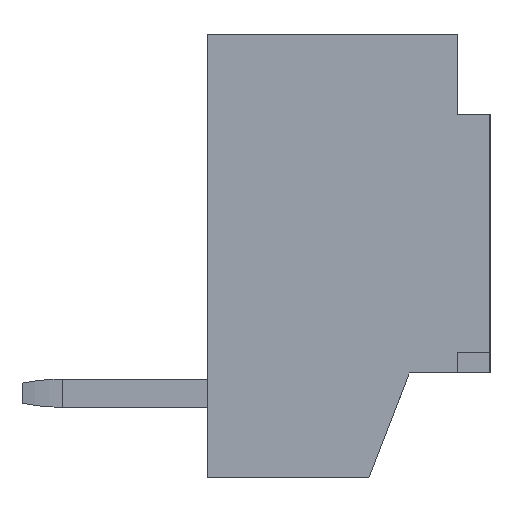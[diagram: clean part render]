
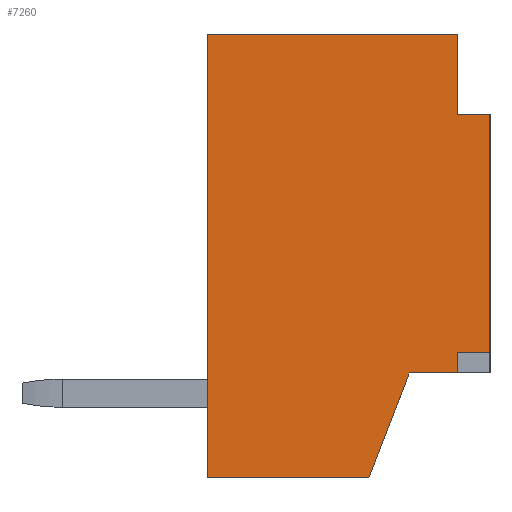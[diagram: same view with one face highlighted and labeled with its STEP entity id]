
A CAD part, left-side view. The second image highlights one B-rep face of the part: STEP entity #7260.
In plain terms, the highlighted planar face has unit normal (-1, 0, 0).
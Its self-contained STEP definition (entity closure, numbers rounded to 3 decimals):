
#9=DIRECTION('',(0.,-1.,0.));
#10=VECTOR('',#9,2.);
#11=CARTESIAN_POINT('',(-10.25,1.75,-2.75));
#12=LINE('',#11,#10);
#25=DIRECTION('',(0.,0.,1.));
#26=VECTOR('',#25,0.25);
#27=CARTESIAN_POINT('',(-10.25,-1.35,-1.45));
#28=LINE('',#27,#26);
#29=DIRECTION('',(0.,1.,0.));
#30=VECTOR('',#29,0.6);
#31=CARTESIAN_POINT('',(-10.25,-1.35,-1.45));
#32=LINE('',#31,#30);
#33=DIRECTION('',(0.,-0.359,0.933));
#34=VECTOR('',#33,1.393);
#35=CARTESIAN_POINT('',(-10.25,-0.25,-2.75));
#36=LINE('',#35,#34);
#37=DIRECTION('',(0.,0.,1.));
#38=VECTOR('',#37,5.5);
#39=CARTESIAN_POINT('',(-10.25,1.75,-2.75));
#40=LINE('',#39,#38);
#41=DIRECTION('',(0.,0.,-1.));
#42=VECTOR('',#41,1.);
#43=CARTESIAN_POINT('',(-10.25,-1.35,2.75));
#44=LINE('',#43,#42);
#45=DIRECTION('',(0.,1.,0.));
#46=VECTOR('',#45,0.4);
#47=CARTESIAN_POINT('',(-10.25,-1.75,1.75));
#48=LINE('',#47,#46);
#49=DIRECTION('',(0.,1.,0.));
#50=VECTOR('',#49,0.4);
#51=CARTESIAN_POINT('',(-10.25,-1.75,-1.2));
#52=LINE('',#51,#50);
#269=DIRECTION('',(0.,0.,1.));
#270=VECTOR('',#269,2.95);
#271=CARTESIAN_POINT('',(-10.25,-1.75,-1.2));
#272=LINE('',#271,#270);
#361=DIRECTION('',(0.,-1.,0.));
#362=VECTOR('',#361,3.1);
#363=CARTESIAN_POINT('',(-10.25,1.75,2.75));
#364=LINE('',#363,#362);
#5517=CARTESIAN_POINT('',(-10.25,1.75,-2.75));
#5518=CARTESIAN_POINT('',(-10.25,1.75,2.75));
#5519=VERTEX_POINT('',#5517);
#5520=VERTEX_POINT('',#5518);
#5549=CARTESIAN_POINT('',(-10.25,-1.75,1.75));
#5550=CARTESIAN_POINT('',(-10.25,-1.35,1.75));
#5551=VERTEX_POINT('',#5549);
#5552=VERTEX_POINT('',#5550);
#5565=CARTESIAN_POINT('',(-10.25,-1.35,2.75));
#5566=VERTEX_POINT('',#5565);
#6075=CARTESIAN_POINT('',(-10.25,-0.25,-2.75));
#6077=VERTEX_POINT('',#6075);
#6083=CARTESIAN_POINT('',(-10.25,-0.75,-1.45));
#6084=VERTEX_POINT('',#6083);
#6191=CARTESIAN_POINT('',(-10.25,-1.35,-1.45));
#6192=CARTESIAN_POINT('',(-10.25,-1.35,-1.2));
#6193=VERTEX_POINT('',#6191);
#6194=VERTEX_POINT('',#6192);
#6195=CARTESIAN_POINT('',(-10.25,-1.75,-1.2));
#6196=VERTEX_POINT('',#6195);
#7235=CARTESIAN_POINT('',(-10.25,1.75,-2.75));
#7236=DIRECTION('',(-1.,0.,0.));
#7237=DIRECTION('',(0.,-1.,0.));
#7238=AXIS2_PLACEMENT_3D('',#7235,#7236,#7237);
#7239=PLANE('',#7238);
#7241=ORIENTED_EDGE('',*,*,#7240,.F.);
#7243=ORIENTED_EDGE('',*,*,#7242,.T.);
#7244=ORIENTED_EDGE('',*,*,#7211,.F.);
#7245=ORIENTED_EDGE('',*,*,#7184,.F.);
#7247=ORIENTED_EDGE('',*,*,#7246,.T.);
#7249=ORIENTED_EDGE('',*,*,#7248,.T.);
#7251=ORIENTED_EDGE('',*,*,#7250,.T.);
#7253=ORIENTED_EDGE('',*,*,#7252,.F.);
#7255=ORIENTED_EDGE('',*,*,#7254,.F.);
#7257=ORIENTED_EDGE('',*,*,#7256,.T.);
#7258=EDGE_LOOP('',(#7241,#7243,#7244,#7245,#7247,#7249,#7251,#7253,#7255,
#7257));
#7259=FACE_OUTER_BOUND('',#7258,.F.);
#7260=ADVANCED_FACE('',(#7259),#7239,.T.);
#7184=EDGE_CURVE('',#5519,#6077,#12,.T.);
#7211=EDGE_CURVE('',#6077,#6084,#36,.T.);
#7240=EDGE_CURVE('',#6193,#6194,#28,.T.);
#7242=EDGE_CURVE('',#6193,#6084,#32,.T.);
#7246=EDGE_CURVE('',#5519,#5520,#40,.T.);
#7248=EDGE_CURVE('',#5520,#5566,#364,.T.);
#7250=EDGE_CURVE('',#5566,#5552,#44,.T.);
#7252=EDGE_CURVE('',#5551,#5552,#48,.T.);
#7254=EDGE_CURVE('',#6196,#5551,#272,.T.);
#7256=EDGE_CURVE('',#6196,#6194,#52,.T.);
